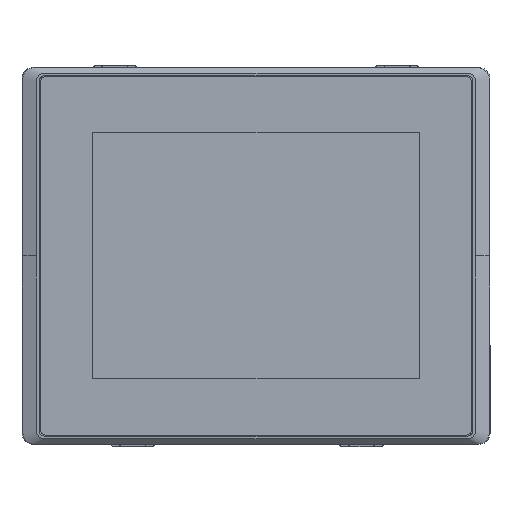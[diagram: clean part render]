
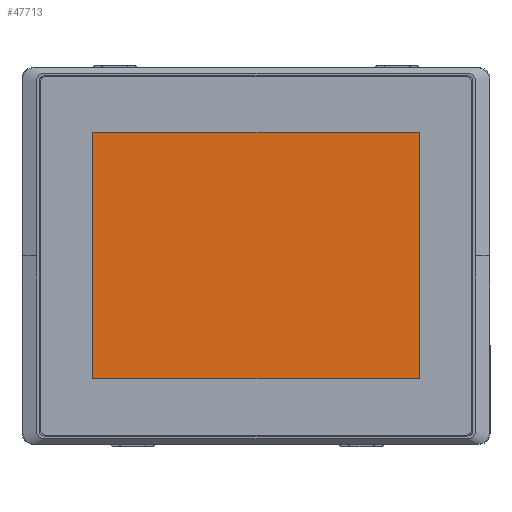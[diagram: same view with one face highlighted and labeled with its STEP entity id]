
A CAD part, top view. The second image highlights one B-rep face of the part: STEP entity #47713.
In plain terms, the highlighted planar face has unit normal (0, 0, 1).
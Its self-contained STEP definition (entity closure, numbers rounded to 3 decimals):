
#640 = DIRECTION ( 'NONE',  ( 1., 0., 0. ) ) ;
#1460 = DIRECTION ( 'NONE',  ( -1., 0., 0. ) ) ;
#3644 = VERTEX_POINT ( 'NONE', #41185 ) ;
#4685 = EDGE_CURVE ( 'NONE', #3644, #21013, #48207, .T. ) ;
#5633 = EDGE_LOOP ( 'NONE', ( #8252, #42456, #39555, #30897 ) ) ;
#5953 = CARTESIAN_POINT ( 'NONE',  ( 0., 44.2, 4.948 ) ) ;
#6753 = DIRECTION ( 'NONE',  ( 0., 0., -1. ) ) ;
#7950 = CARTESIAN_POINT ( 'NONE',  ( -58.35, -43.8, 4.948 ) ) ;
#8252 = ORIENTED_EDGE ( 'NONE', *, *, #47142, .F. ) ;
#11278 = LINE ( 'NONE', #5953, #43366 ) ;
#12096 = CARTESIAN_POINT ( 'NONE',  ( 0., 0., 4.948 ) ) ;
#14076 = VERTEX_POINT ( 'NONE', #20544 ) ;
#14999 = DIRECTION ( 'NONE',  ( 0., 1., 0. ) ) ;
#15694 = VECTOR ( 'NONE', #25709, 1000. ) ;
#16369 = DIRECTION ( 'NONE',  ( -1., 0., 0. ) ) ;
#17303 = VECTOR ( 'NONE', #14999, 1000. ) ;
#17420 = PLANE ( 'NONE',  #39727 ) ;
#20346 = CARTESIAN_POINT ( 'NONE',  ( -58.35, 0., 4.948 ) ) ;
#20544 = CARTESIAN_POINT ( 'NONE',  ( 58.35, 44.2, 4.948 ) ) ;
#21013 = VERTEX_POINT ( 'NONE', #7950 ) ;
#21688 = CARTESIAN_POINT ( 'NONE',  ( 0., -43.8, 4.948 ) ) ;
#22419 = EDGE_CURVE ( 'NONE', #45255, #14076, #11278, .T. ) ;
#24096 = EDGE_CURVE ( 'NONE', #14076, #3644, #26957, .T. ) ;
#25666 = LINE ( 'NONE', #20346, #17303 ) ;
#25709 = DIRECTION ( 'NONE',  ( 0., -1., 0. ) ) ;
#26957 = LINE ( 'NONE', #30984, #15694 ) ;
#28473 = CARTESIAN_POINT ( 'NONE',  ( -58.35, 44.2, 4.948 ) ) ;
#30897 = ORIENTED_EDGE ( 'NONE', *, *, #22419, .F. ) ;
#30984 = CARTESIAN_POINT ( 'NONE',  ( 58.35, 0., 4.948 ) ) ;
#33628 = VECTOR ( 'NONE', #16369, 1000. ) ;
#35719 = FACE_OUTER_BOUND ( 'NONE', #5633, .T. ) ;
#39555 = ORIENTED_EDGE ( 'NONE', *, *, #24096, .F. ) ;
#39727 = AXIS2_PLACEMENT_3D ( 'NONE', #12096, #6753, #1460 ) ;
#41185 = CARTESIAN_POINT ( 'NONE',  ( 58.35, -43.8, 4.948 ) ) ;
#42456 = ORIENTED_EDGE ( 'NONE', *, *, #4685, .F. ) ;
#43366 = VECTOR ( 'NONE', #640, 1000. ) ;
#45255 = VERTEX_POINT ( 'NONE', #28473 ) ;
#47142 = EDGE_CURVE ( 'NONE', #21013, #45255, #25666, .T. ) ;
#47713 = ADVANCED_FACE ( 'NONE', ( #35719 ), #17420, .F. ) ;
#48207 = LINE ( 'NONE', #21688, #33628 ) ;
